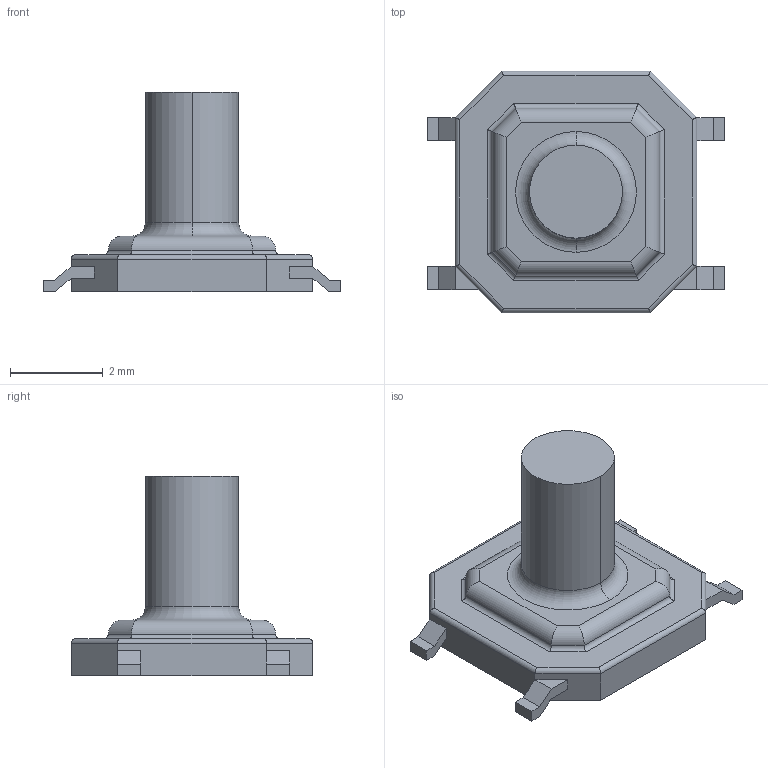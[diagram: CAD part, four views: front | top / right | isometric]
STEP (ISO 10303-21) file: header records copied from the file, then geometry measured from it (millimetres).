
FILE_DESCRIPTION(('FreeCAD Model'),'2;1');
FILE_NAME('Open CASCADE Shape Model','2023-01-15T14:49:20',( 'kicad StepUp'),('ksu MCAD'),'Open CASCADE STEP processor 7.5', 'FreeCAD','Unknown');
FILE_SCHEMA(('AUTOMOTIVE_DESIGN { 1 0 10303 214 1 1 1 1 }'));
Length unit declared in the file: millimetre
Products named in the file (1): tact switch SMD IT-1187A (5x5x4.3) smd T209
Bounding box: 6.4 x 5.2 x 4.3 mm (x, y, z)
Volume: 35 mm3; surface area: 90.4 mm2
Topology: 1 solids, 1 shells, 72 faces, 174 edges, 106 vertices
Faces by surface type: plane 44, cylinder 26, torus 2
Entity records: 2554 total; most frequent: CARTESIAN_POINT 425, ORIENTED_EDGE 348, DIRECTION 304, EDGE_CURVE 174, LINE 142, VECTOR 142, VERTEX_POINT 106, AXIS2_PLACEMENT_3D 81
